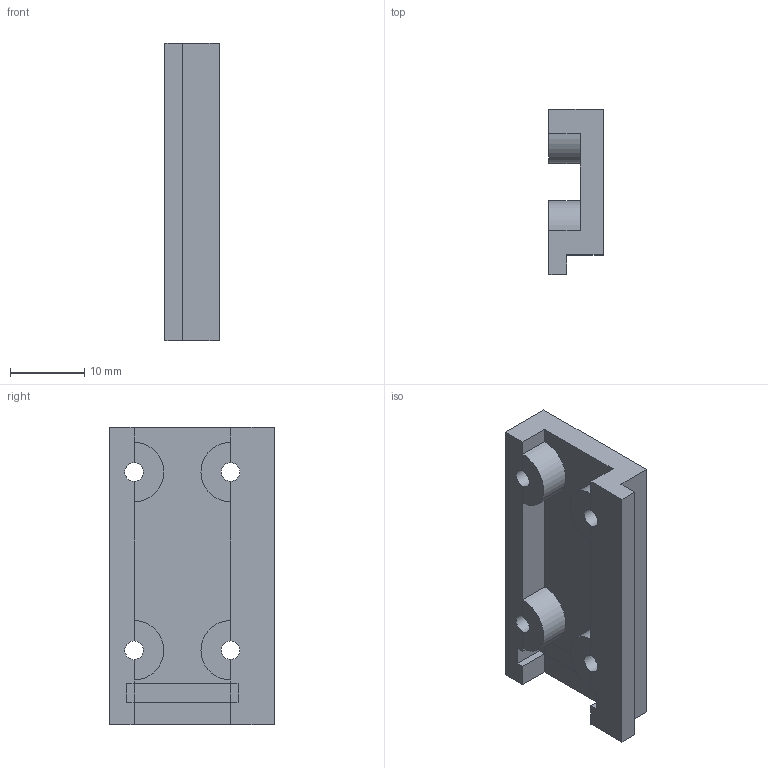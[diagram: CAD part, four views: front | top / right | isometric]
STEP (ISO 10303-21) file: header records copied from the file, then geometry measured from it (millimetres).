
FILE_DESCRIPTION(('FreeCAD Model'),'2;1');
FILE_NAME('Prise-002.step','2018-04-30T16:25:00',('Almisuifre'),( ''),'Open CASCADE STEP processor 6.8','FreeCAD','Unknown');
FILE_SCHEMA(('AUTOMOTIVE_DESIGN_CC2 { 1 2 10303 214 -1 1 5 4 }'));
Length unit declared in the file: millimetre
Products named in the file (2): ASSEMBLY; Pocket001
Assembly tree (1 placements, depth 2):
  ASSEMBLY
    Pocket001
Bounding box: 7.3 x 22.2 x 40 mm (x, y, z)
Volume: 4046.7 mm3; surface area: 3169 mm2
Topology: 1 solids, 1 shells, 40 faces, 110 edges, 68 vertices
Faces by surface type: plane 32, cylinder 8
Full cylindrical faces by diameter (mm): 2.5 x4
Entity records: 2751 total; most frequent: CARTESIAN_POINT 496, DIRECTION 422, LINE 274, VECTOR 274, ORIENTED_EDGE 220, PCURVE 220, DEFINITIONAL_REPRESENTATION 220, EDGE_CURVE 110
